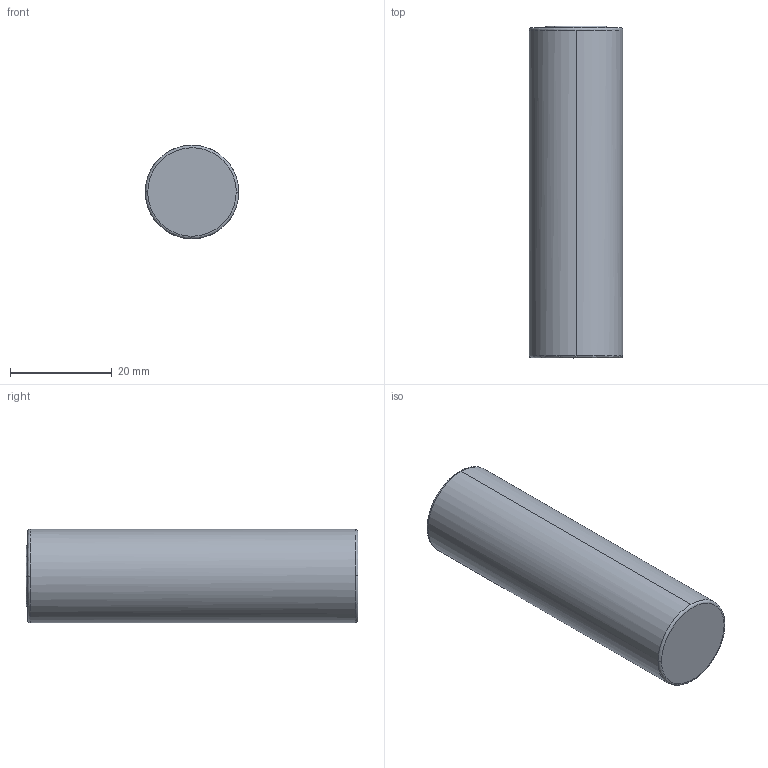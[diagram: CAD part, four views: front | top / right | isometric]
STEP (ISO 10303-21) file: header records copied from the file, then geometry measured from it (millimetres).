
FILE_DESCRIPTION (( 'STEP AP214' ), '1' );
FILE_NAME ('User Library-18650cell.STEP', '2020-10-07T19:39:32', ( '' ), ( '' ), 'SwSTEP 2.0', 'SolidWorks 2020', '' );
FILE_SCHEMA (( 'AUTOMOTIVE_DESIGN' ));
Length unit declared in the file: millimetre
Products named in the file (1): User Library-18650cell
Bounding box: 18.4 x 65.3 x 18.4 mm (x, y, z)
Volume: 17310.3 mm3; surface area: 4272.1 mm2
Topology: 1 solids, 1 shells, 13 faces, 36 edges, 26 vertices
Faces by surface type: bspline 6, cylinder 4, plane 3
Entity records: 643 total; most frequent: CARTESIAN_POINT 274, ORIENTED_EDGE 72, DIRECTION 60, EDGE_CURVE 36, AXIS2_PLACEMENT_3D 28, VERTEX_POINT 26, CIRCLE 20, EDGE_LOOP 14
